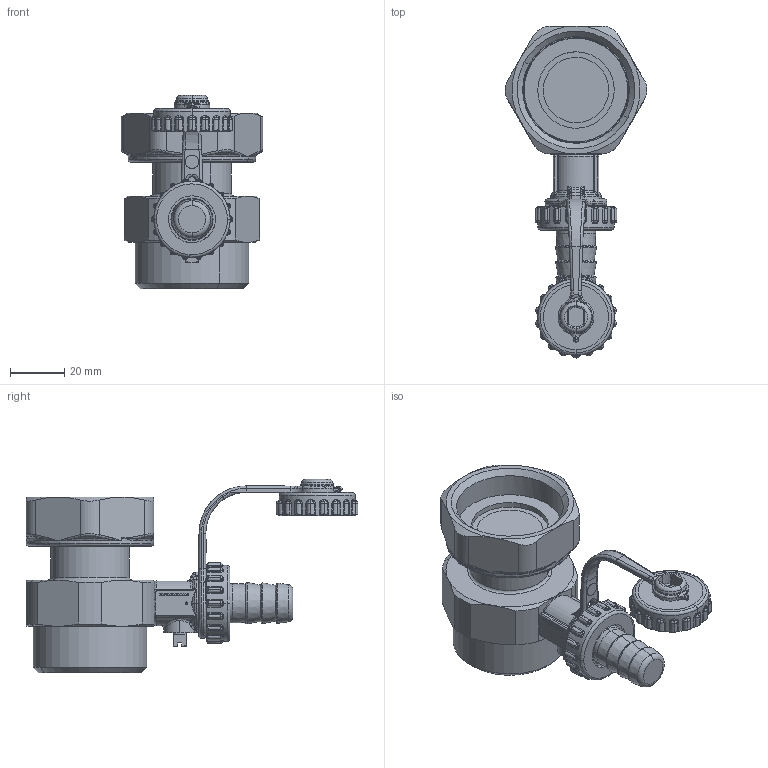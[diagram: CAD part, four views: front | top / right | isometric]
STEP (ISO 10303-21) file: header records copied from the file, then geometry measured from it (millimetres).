
FILE_DESCRIPTION(('CATIA V5 STEP Exchange','CAx-IF Rec.Pracs.--- Model Styling and Organization---1.4--- 2014-01-23','CAx-IF Rec.Pracs.---3D Tessellated Data Validation Properties---0.5---2014-09-14'),'2;1');
FILE_NAME('STEP_F0000682_-_TST.stp','2021-02-10T08:26:05+00:00',('none'),('none'),'CATIA Version 5-6 Release 2019 SP3','CATIA V5 STEP AP242 v1','none');
FILE_SCHEMA(('AP242_MANAGED_MODEL_BASED_3D_ENGINEERING_MIM_LF {1 0 10303 442 1 1 4}'));
Products named in the file (1): F0000682 - TST
Bounding box: 52.09 x 121.96 x 71.02 mm (x, y, z)
Volume: 100515.2 mm3; surface area: 27606.5 mm2
Topology: 4 solids, 4 shells, 1415 faces, 3574 edges, 2177 vertices
Faces by surface type: plane 356, bspline 355, cylinder 346, torus 172, cone 168, sphere 18
Entity records: 51592 total; most frequent: CARTESIAN_POINT 23247, ORIENTED_EDGE 7080, DIRECTION 3968, EDGE_CURVE 3540, VERTEX_POINT 2177, AXIS2_PLACEMENT_3D 1718, EDGE_LOOP 1471, ADVANCED_FACE 1415
